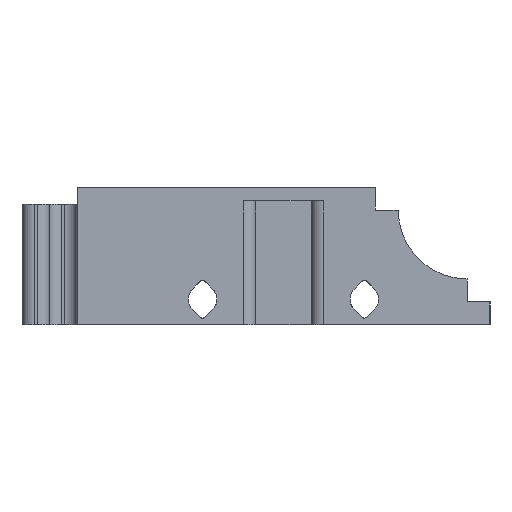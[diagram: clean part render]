
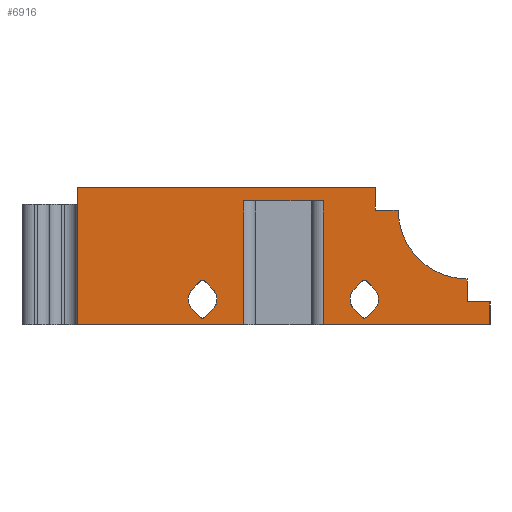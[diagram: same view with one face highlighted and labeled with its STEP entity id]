
A CAD part, left-side view. The second image highlights one B-rep face of the part: STEP entity #6916.
In plain terms, the highlighted planar face has unit normal (-1, 0, 0).
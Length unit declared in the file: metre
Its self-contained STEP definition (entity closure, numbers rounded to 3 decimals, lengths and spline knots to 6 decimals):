
#78=CIRCLE('',#7305,0.0004);
#79=CIRCLE('',#7306,0.002075);
#80=CIRCLE('',#7307,0.0004);
#81=CIRCLE('',#7308,0.002075);
#82=CIRCLE('',#7309,0.002075);
#83=CIRCLE('',#7310,0.0004);
#84=CIRCLE('',#7311,0.002075);
#85=CIRCLE('',#7312,0.0004);
#86=CIRCLE('',#7313,0.01);
#327=PLANE('',#7304);
#595=LINE('',#10113,#1319);
#624=LINE('',#10271,#1348);
#625=LINE('',#10276,#1349);
#626=LINE('',#10280,#1350);
#627=LINE('',#10284,#1351);
#628=LINE('',#10290,#1352);
#629=LINE('',#10294,#1353);
#630=LINE('',#10298,#1354);
#631=LINE('',#10302,#1355);
#632=LINE('',#10303,#1356);
#633=LINE('',#10305,#1357);
#634=LINE('',#10307,#1358);
#635=LINE('',#10309,#1359);
#636=LINE('',#10311,#1360);
#637=LINE('',#10313,#1361);
#638=LINE('',#10315,#1362);
#639=LINE('',#10317,#1363);
#640=LINE('',#10319,#1364);
#641=LINE('',#10321,#1365);
#642=LINE('',#10325,#1366);
#1319=VECTOR('',#7896,1.);
#1348=VECTOR('',#7949,1.);
#1349=VECTOR('',#7952,1.);
#1350=VECTOR('',#7955,1.);
#1351=VECTOR('',#7958,1.);
#1352=VECTOR('',#7963,1.);
#1353=VECTOR('',#7966,1.);
#1354=VECTOR('',#7969,1.);
#1355=VECTOR('',#7972,1.);
#1356=VECTOR('',#7973,1.);
#1357=VECTOR('',#7974,1.);
#1358=VECTOR('',#7975,1.);
#1359=VECTOR('',#7976,1.);
#1360=VECTOR('',#7977,1.);
#1361=VECTOR('',#7978,1.);
#1362=VECTOR('',#7979,1.);
#1363=VECTOR('',#7980,1.);
#1364=VECTOR('',#7981,1.);
#1365=VECTOR('',#7982,1.);
#1366=VECTOR('',#7985,1.);
#2278=ORIENTED_EDGE('',*,*,#4296,.F.);
#2279=ORIENTED_EDGE('',*,*,#4297,.T.);
#2280=ORIENTED_EDGE('',*,*,#4298,.T.);
#2281=ORIENTED_EDGE('',*,*,#4299,.T.);
#2282=ORIENTED_EDGE('',*,*,#4300,.T.);
#2283=ORIENTED_EDGE('',*,*,#4301,.T.);
#2284=ORIENTED_EDGE('',*,*,#4302,.F.);
#2285=ORIENTED_EDGE('',*,*,#4303,.T.);
#2286=ORIENTED_EDGE('',*,*,#4304,.F.);
#2287=ORIENTED_EDGE('',*,*,#4305,.T.);
#2288=ORIENTED_EDGE('',*,*,#4306,.F.);
#2289=ORIENTED_EDGE('',*,*,#4307,.F.);
#2290=ORIENTED_EDGE('',*,*,#4308,.F.);
#2291=ORIENTED_EDGE('',*,*,#4309,.F.);
#2292=ORIENTED_EDGE('',*,*,#4310,.F.);
#2293=ORIENTED_EDGE('',*,*,#4311,.T.);
#2294=ORIENTED_EDGE('',*,*,#4312,.F.);
#2295=ORIENTED_EDGE('',*,*,#4237,.F.);
#2296=ORIENTED_EDGE('',*,*,#4313,.T.);
#2297=ORIENTED_EDGE('',*,*,#4314,.T.);
#2298=ORIENTED_EDGE('',*,*,#4315,.F.);
#2299=ORIENTED_EDGE('',*,*,#4316,.T.);
#2300=ORIENTED_EDGE('',*,*,#4317,.T.);
#2301=ORIENTED_EDGE('',*,*,#4318,.T.);
#2302=ORIENTED_EDGE('',*,*,#4319,.T.);
#2303=ORIENTED_EDGE('',*,*,#4320,.F.);
#2304=ORIENTED_EDGE('',*,*,#4321,.F.);
#2305=ORIENTED_EDGE('',*,*,#4322,.F.);
#2306=ORIENTED_EDGE('',*,*,#4323,.F.);
#4237=EDGE_CURVE('',#5266,#5264,#595,.F.);
#4296=EDGE_CURVE('',#5324,#5325,#624,.T.);
#4297=EDGE_CURVE('',#5324,#5326,#78,.T.);
#4298=EDGE_CURVE('',#5326,#5327,#625,.T.);
#4299=EDGE_CURVE('',#5327,#5328,#79,.T.);
#4300=EDGE_CURVE('',#5328,#5329,#626,.T.);
#4301=EDGE_CURVE('',#5329,#5330,#80,.T.);
#4302=EDGE_CURVE('',#5331,#5330,#627,.T.);
#4303=EDGE_CURVE('',#5331,#5325,#81,.T.);
#4304=EDGE_CURVE('',#5332,#5333,#82,.F.);
#4305=EDGE_CURVE('',#5332,#5334,#628,.T.);
#4306=EDGE_CURVE('',#5335,#5334,#83,.F.);
#4307=EDGE_CURVE('',#5336,#5335,#629,.T.);
#4308=EDGE_CURVE('',#5337,#5336,#84,.F.);
#4309=EDGE_CURVE('',#5338,#5337,#630,.T.);
#4310=EDGE_CURVE('',#5339,#5338,#85,.F.);
#4311=EDGE_CURVE('',#5339,#5333,#631,.T.);
#4312=EDGE_CURVE('',#5264,#5340,#632,.T.);
#4313=EDGE_CURVE('',#5266,#5341,#633,.F.);
#4314=EDGE_CURVE('',#5341,#5342,#634,.F.);
#4315=EDGE_CURVE('',#5343,#5342,#635,.T.);
#4316=EDGE_CURVE('',#5343,#5344,#636,.F.);
#4317=EDGE_CURVE('',#5344,#5345,#637,.F.);
#4318=EDGE_CURVE('',#5345,#5346,#638,.F.);
#4319=EDGE_CURVE('',#5346,#5347,#639,.T.);
#4320=EDGE_CURVE('',#5348,#5347,#640,.T.);
#4321=EDGE_CURVE('',#5349,#5348,#641,.T.);
#4322=EDGE_CURVE('',#5350,#5349,#86,.F.);
#4323=EDGE_CURVE('',#5340,#5350,#642,.T.);
#5264=VERTEX_POINT('',#10108);
#5266=VERTEX_POINT('',#10112);
#5324=VERTEX_POINT('',#10272);
#5325=VERTEX_POINT('',#10273);
#5326=VERTEX_POINT('',#10275);
#5327=VERTEX_POINT('',#10277);
#5328=VERTEX_POINT('',#10279);
#5329=VERTEX_POINT('',#10281);
#5330=VERTEX_POINT('',#10283);
#5331=VERTEX_POINT('',#10285);
#5332=VERTEX_POINT('',#10288);
#5333=VERTEX_POINT('',#10289);
#5334=VERTEX_POINT('',#10291);
#5335=VERTEX_POINT('',#10293);
#5336=VERTEX_POINT('',#10295);
#5337=VERTEX_POINT('',#10297);
#5338=VERTEX_POINT('',#10299);
#5339=VERTEX_POINT('',#10301);
#5340=VERTEX_POINT('',#10304);
#5341=VERTEX_POINT('',#10306);
#5342=VERTEX_POINT('',#10308);
#5343=VERTEX_POINT('',#10310);
#5344=VERTEX_POINT('',#10312);
#5345=VERTEX_POINT('',#10314);
#5346=VERTEX_POINT('',#10316);
#5347=VERTEX_POINT('',#10318);
#5348=VERTEX_POINT('',#10320);
#5349=VERTEX_POINT('',#10322);
#5350=VERTEX_POINT('',#10324);
#6067=EDGE_LOOP('',(#2278,#2279,#2280,#2281,#2282,#2283,#2284,#2285));
#6068=EDGE_LOOP('',(#2286,#2287,#2288,#2289,#2290,#2291,#2292,#2293));
#6069=EDGE_LOOP('',(#2294,#2295,#2296,#2297,#2298,#2299,#2300,#2301,#2302,
#2303,#2304,#2305,#2306));
#6467=FACE_BOUND('',#6067,.T.);
#6468=FACE_BOUND('',#6068,.T.);
#6469=FACE_BOUND('',#6069,.T.);
#6916=ADVANCED_FACE('',(#6467,#6468,#6469),#327,.F.);
#7304=AXIS2_PLACEMENT_3D('',#10270,#7947,#7948);
#7305=AXIS2_PLACEMENT_3D('',#10274,#7950,#7951);
#7306=AXIS2_PLACEMENT_3D('',#10278,#7953,#7954);
#7307=AXIS2_PLACEMENT_3D('',#10282,#7956,#7957);
#7308=AXIS2_PLACEMENT_3D('',#10286,#7959,#7960);
#7309=AXIS2_PLACEMENT_3D('',#10287,#7961,#7962);
#7310=AXIS2_PLACEMENT_3D('',#10292,#7964,#7965);
#7311=AXIS2_PLACEMENT_3D('',#10296,#7967,#7968);
#7312=AXIS2_PLACEMENT_3D('',#10300,#7970,#7971);
#7313=AXIS2_PLACEMENT_3D('',#10323,#7983,#7984);
#7896=DIRECTION('',(0.,1.,0.));
#7947=DIRECTION('',(1.,0.,0.));
#7948=DIRECTION('',(0.,1.,0.));
#7949=DIRECTION('',(0.,-0.707,0.707));
#7950=DIRECTION('',(1.,0.,0.));
#7951=DIRECTION('',(0.,1.,0.));
#7952=DIRECTION('',(0.,0.707,0.707));
#7953=DIRECTION('',(1.,0.,0.));
#7954=DIRECTION('',(0.,1.,0.));
#7955=DIRECTION('',(0.,-0.707,0.707));
#7956=DIRECTION('',(1.,0.,0.));
#7957=DIRECTION('',(0.,1.,0.));
#7958=DIRECTION('',(0.,0.707,0.707));
#7959=DIRECTION('',(1.,0.,0.));
#7960=DIRECTION('',(0.,1.,0.));
#7961=DIRECTION('',(1.,0.,0.));
#7962=DIRECTION('',(0.,1.,0.));
#7963=DIRECTION('',(0.,-0.707,0.707));
#7964=DIRECTION('',(1.,0.,0.));
#7965=DIRECTION('',(0.,1.,0.));
#7966=DIRECTION('',(0.,0.707,0.707));
#7967=DIRECTION('',(1.,0.,0.));
#7968=DIRECTION('',(0.,1.,0.));
#7969=DIRECTION('',(0.,-0.707,0.707));
#7970=DIRECTION('',(1.,0.,0.));
#7971=DIRECTION('',(0.,1.,0.));
#7972=DIRECTION('',(0.,0.707,0.707));
#7973=DIRECTION('',(0.,0.,-1.));
#7974=DIRECTION('',(0.,0.,1.));
#7975=DIRECTION('',(0.,1.,0.));
#7976=DIRECTION('',(0.,0.,-1.));
#7977=DIRECTION('',(0.,1.,0.));
#7978=DIRECTION('',(0.,0.,1.));
#7979=DIRECTION('',(0.,1.,0.));
#7980=DIRECTION('',(0.,0.,1.));
#7981=DIRECTION('',(0.,-1.,0.));
#7982=DIRECTION('',(0.,0.,-1.));
#7983=DIRECTION('',(1.,0.,0.));
#7984=DIRECTION('',(0.,1.,0.));
#7985=DIRECTION('',(0.,-1.,0.));
#10108=CARTESIAN_POINT('',(0.810025,0.526667,0.38));
#10112=CARTESIAN_POINT('',(0.810025,0.569975,0.38));
#10113=CARTESIAN_POINT('',(0.810025,0.497889,0.38));
#10270=CARTESIAN_POINT('',(0.810025,0.497889,0.38));
#10271=CARTESIAN_POINT('',(0.810025,0.503477,0.385588));
#10272=CARTESIAN_POINT('',(0.810025,0.527984,0.361082));
#10273=CARTESIAN_POINT('',(0.810025,0.526799,0.362266));
#10274=CARTESIAN_POINT('',(0.810025,0.528267,0.361365));
#10275=CARTESIAN_POINT('',(0.810025,0.528549,0.361082));
#10276=CARTESIAN_POINT('',(0.810025,0.522678,0.355211));
#10277=CARTESIAN_POINT('',(0.810025,0.529734,0.362266));
#10278=CARTESIAN_POINT('',(0.810025,0.528267,0.363733));
#10279=CARTESIAN_POINT('',(0.810025,0.529734,0.365201));
#10280=CARTESIAN_POINT('',(0.810025,0.506412,0.388523));
#10281=CARTESIAN_POINT('',(0.810025,0.528549,0.366385));
#10282=CARTESIAN_POINT('',(0.810025,0.528267,0.366102));
#10283=CARTESIAN_POINT('',(0.810025,0.527984,0.366385));
#10284=CARTESIAN_POINT('',(0.810025,0.519744,0.358145));
#10285=CARTESIAN_POINT('',(0.810025,0.526799,0.365201));
#10286=CARTESIAN_POINT('',(0.810025,0.528267,0.363733));
#10287=CARTESIAN_POINT('',(0.810025,0.551733,0.363733));
#10288=CARTESIAN_POINT('',(0.810025,0.553201,0.365201));
#10289=CARTESIAN_POINT('',(0.810025,0.553201,0.362266));
#10290=CARTESIAN_POINT('',(0.810025,0.518145,0.400256));
#10291=CARTESIAN_POINT('',(0.810025,0.552016,0.366385));
#10292=CARTESIAN_POINT('',(0.810025,0.551733,0.366102));
#10293=CARTESIAN_POINT('',(0.810025,0.551451,0.366385));
#10294=CARTESIAN_POINT('',(0.810025,0.531477,0.346412));
#10295=CARTESIAN_POINT('',(0.810025,0.550266,0.365201));
#10296=CARTESIAN_POINT('',(0.810025,0.551733,0.363733));
#10297=CARTESIAN_POINT('',(0.810025,0.550266,0.362266));
#10298=CARTESIAN_POINT('',(0.810025,0.515211,0.397322));
#10299=CARTESIAN_POINT('',(0.810025,0.551451,0.361082));
#10300=CARTESIAN_POINT('',(0.810025,0.551733,0.361365));
#10301=CARTESIAN_POINT('',(0.810025,0.552016,0.361082));
#10302=CARTESIAN_POINT('',(0.810025,0.534412,0.343477));
#10303=CARTESIAN_POINT('',(0.810025,0.526667,0.38));
#10304=CARTESIAN_POINT('',(0.810025,0.526667,0.376667));
#10305=CARTESIAN_POINT('',(0.810025,0.569975,0.38));
#10306=CARTESIAN_POINT('',(0.810025,0.569975,0.36));
#10307=CARTESIAN_POINT('',(0.810025,0.497889,0.36));
#10308=CARTESIAN_POINT('',(0.810025,0.545778,0.36));
#10309=CARTESIAN_POINT('',(0.810025,0.545778,0.38));
#10310=CARTESIAN_POINT('',(0.810025,0.545778,0.378));
#10311=CARTESIAN_POINT('',(0.810025,0.497889,0.378));
#10312=CARTESIAN_POINT('',(0.810025,0.534222,0.378));
#10313=CARTESIAN_POINT('',(0.810025,0.534222,0.38));
#10314=CARTESIAN_POINT('',(0.810025,0.534222,0.36));
#10315=CARTESIAN_POINT('',(0.810025,0.497889,0.36));
#10316=CARTESIAN_POINT('',(0.810025,0.51,0.36));
#10317=CARTESIAN_POINT('',(0.810025,0.51,0.38));
#10318=CARTESIAN_POINT('',(0.810025,0.51,0.363333));
#10319=CARTESIAN_POINT('',(0.810025,0.497889,0.363333));
#10320=CARTESIAN_POINT('',(0.810025,0.513333,0.363333));
#10321=CARTESIAN_POINT('',(0.810025,0.513333,0.38));
#10322=CARTESIAN_POINT('',(0.810025,0.513333,0.366667));
#10323=CARTESIAN_POINT('',(0.810025,0.513333,0.376667));
#10324=CARTESIAN_POINT('',(0.810025,0.523333,0.376667));
#10325=CARTESIAN_POINT('',(0.810025,0.497889,0.376667));
